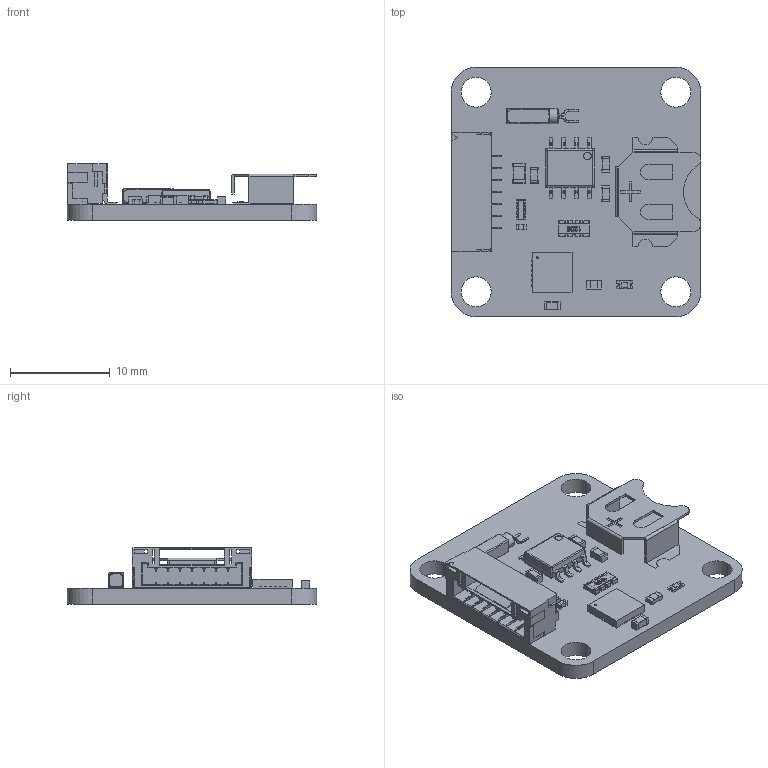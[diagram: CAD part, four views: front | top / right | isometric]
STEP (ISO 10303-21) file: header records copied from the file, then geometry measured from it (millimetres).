
FILE_DESCRIPTION(('FreeCAD Model'),'2;1');
FILE_NAME( 'rtc.step', '2018-04-16T15:51:49',('kicad StepUp'),('ksu MCAD'), 'Open CASCADE STEP processor 6.8','FreeCAD','Unknown');
FILE_SCHEMA(('AUTOMOTIVE_DESIGN_CC2 { 1 2 10303 214 -1 1 5 4 }'));
Length unit declared in the file: millimetre
Products named in the file (16): Pcb; QFN-24_4x4mm_Pitch0.5mm_; R_4x0603_; Cut_; R_0603_; BrickletConn_7pin_; D_0603_blue_; C_0603_; C_0603_001; C_0603_002; C_0603_003; C_0805_; C_0402_; battery_retainer_2998_; SO-8_; AB26TRQ_
Bounding box: 25 x 25 x 5.7 mm (x, y, z)
Volume: 1120.8 mm3; surface area: 2281.2 mm2
Topology: 20 solids, 20 shells, 1603 faces, 4494 edges, 2914 vertices
Faces by surface type: plane 1203, cylinder 224, bspline 162, sphere 8, torus 6
Full cylindrical faces by diameter (mm): 3 x4
Entity records: 62650 total; most frequent: CARTESIAN_POINT 11298, ORIENTED_EDGE 8956, DIRECTION 7512, EDGE_CURVE 4478, LINE 3696, VECTOR 3696, VERTEX_POINT 2914, AXIS2_PLACEMENT_3D 1908
